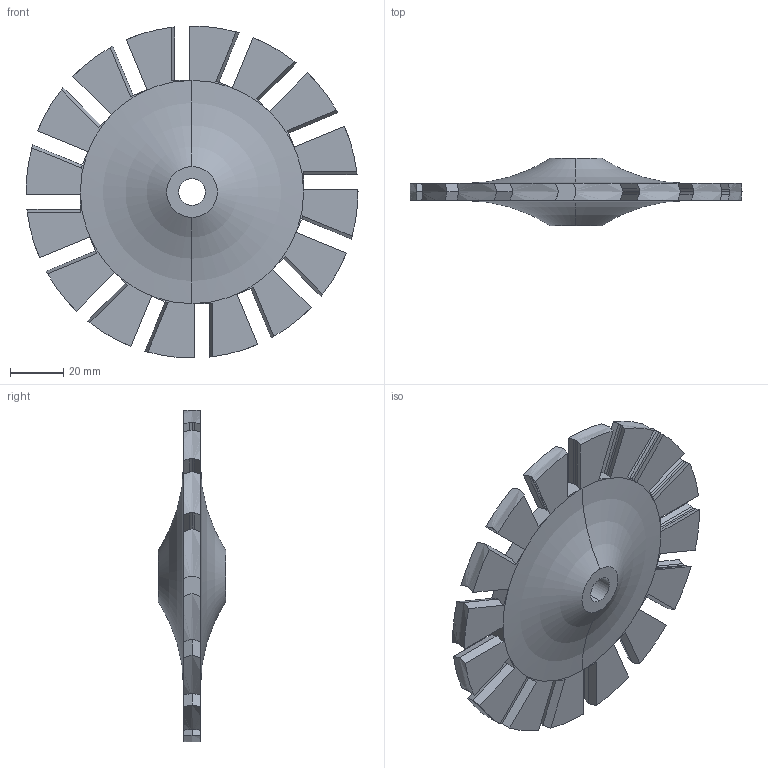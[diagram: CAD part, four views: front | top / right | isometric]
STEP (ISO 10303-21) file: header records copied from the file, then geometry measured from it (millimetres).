
FILE_DESCRIPTION (( 'STEP AP214' ), '1' );
FILE_NAME ('[TP] [Turb] Rotor10.STEP', '2024-04-01T10:39:20', ( '' ), ( '' ), 'SwSTEP 2.0', 'SolidWorks 2023', '' );
FILE_SCHEMA (( 'AUTOMOTIVE_DESIGN' ));
Length unit declared in the file: inch
Products named in the file (1): [TP] [Turb] Rotor10
Bounding box: 124.76 x 25.4 x 124.76 mm (x, y, z)
Volume: 89102.3 mm3; surface area: 27943.3 mm2
Topology: 1 solids, 1 shells, 140 faces, 406 edges, 270 vertices
Faces by surface type: plane 84, cylinder 52, torus 4
Entity records: 4687 total; most frequent: CARTESIAN_POINT 1133, ORIENTED_EDGE 812, DIRECTION 674, EDGE_CURVE 406, VERTEX_POINT 270, LINE 228, VECTOR 228, AXIS2_PLACEMENT_3D 223
